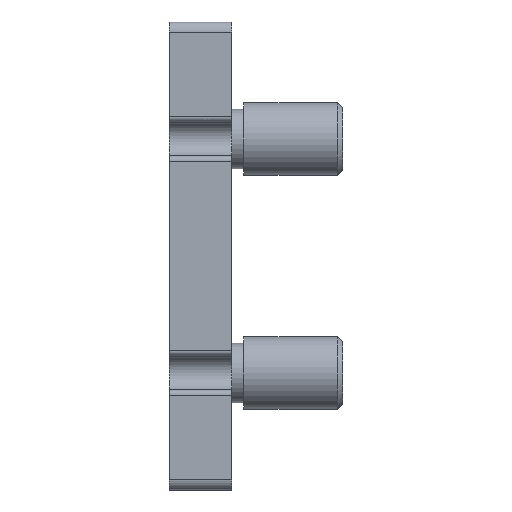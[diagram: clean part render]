
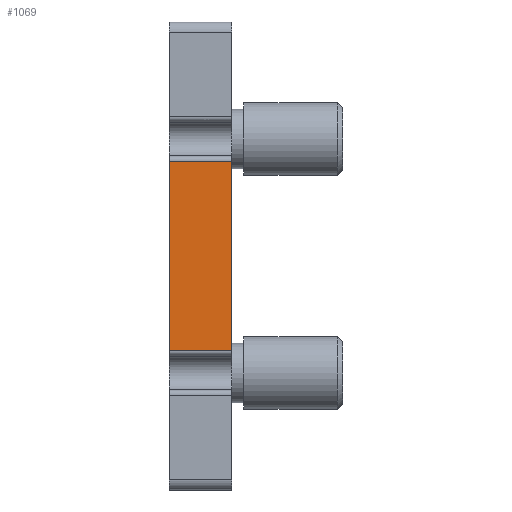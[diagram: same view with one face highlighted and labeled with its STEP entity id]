
A CAD part, left-side view. The second image highlights one B-rep face of the part: STEP entity #1069.
In plain terms, the highlighted planar face has unit normal (-1, 0, 0).
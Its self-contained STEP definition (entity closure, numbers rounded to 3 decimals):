
#43 = CARTESIAN_POINT ( 'NONE',  ( -45., -6., -45. ) ) ;
#49 = ORIENTED_EDGE ( 'NONE', *, *, #4171, .T. ) ;
#213 = DIRECTION ( 'NONE',  ( 0., 0., 1. ) ) ;
#412 = LINE ( 'NONE', #3285, #3891 ) ;
#461 = LINE ( 'NONE', #43, #2107 ) ;
#469 = ORIENTED_EDGE ( 'NONE', *, *, #598, .T. ) ;
#475 = EDGE_CURVE ( 'NONE', #4017, #3690, #412, .T. ) ;
#582 = PLANE ( 'NONE',  #3169 ) ;
#598 = EDGE_CURVE ( 'NONE', #1179, #4017, #461, .T. ) ;
#720 = LINE ( 'NONE', #2702, #1695 ) ;
#1069 = ADVANCED_FACE ( 'NONE', ( #1195 ), #582, .F. ) ;
#1179 = VERTEX_POINT ( 'NONE', #3021 ) ;
#1195 = FACE_OUTER_BOUND ( 'NONE', #1821, .T. ) ;
#1198 = CARTESIAN_POINT ( 'NONE',  ( -45., -6., 18.25 ) ) ;
#1242 = DIRECTION ( 'NONE',  ( 0., -1., 0. ) ) ;
#1386 = DIRECTION ( 'NONE',  ( 0., 0., 1. ) ) ;
#1530 = DIRECTION ( 'NONE',  ( 0., 0., -1. ) ) ;
#1695 = VECTOR ( 'NONE', #213, 1000. ) ;
#1736 = VECTOR ( 'NONE', #1242, 1000. ) ;
#1821 = EDGE_LOOP ( 'NONE', ( #3240, #49, #469, #2673 ) ) ;
#2107 = VECTOR ( 'NONE', #1386, 1000. ) ;
#2308 = VERTEX_POINT ( 'NONE', #3873 ) ;
#2532 = DIRECTION ( 'NONE',  ( 0., 1., 0. ) ) ;
#2673 = ORIENTED_EDGE ( 'NONE', *, *, #475, .T. ) ;
#2702 = CARTESIAN_POINT ( 'NONE',  ( -45., 6., -45. ) ) ;
#2864 = DIRECTION ( 'NONE',  ( 1., 0., 0. ) ) ;
#3021 = CARTESIAN_POINT ( 'NONE',  ( -45., -6., -18.25 ) ) ;
#3094 = CARTESIAN_POINT ( 'NONE',  ( -45., 6., 18.25 ) ) ;
#3169 = AXIS2_PLACEMENT_3D ( 'NONE', #4197, #2864, #1530 ) ;
#3240 = ORIENTED_EDGE ( 'NONE', *, *, #3413, .F. ) ;
#3285 = CARTESIAN_POINT ( 'NONE',  ( -45., 6., 18.25 ) ) ;
#3380 = LINE ( 'NONE', #4032, #1736 ) ;
#3413 = EDGE_CURVE ( 'NONE', #2308, #3690, #720, .T. ) ;
#3690 = VERTEX_POINT ( 'NONE', #3094 ) ;
#3873 = CARTESIAN_POINT ( 'NONE',  ( -45., 6., -18.25 ) ) ;
#3891 = VECTOR ( 'NONE', #2532, 1000. ) ;
#4017 = VERTEX_POINT ( 'NONE', #1198 ) ;
#4032 = CARTESIAN_POINT ( 'NONE',  ( -45., 6., -18.25 ) ) ;
#4171 = EDGE_CURVE ( 'NONE', #2308, #1179, #3380, .T. ) ;
#4197 = CARTESIAN_POINT ( 'NONE',  ( -45., 6., -45. ) ) ;
